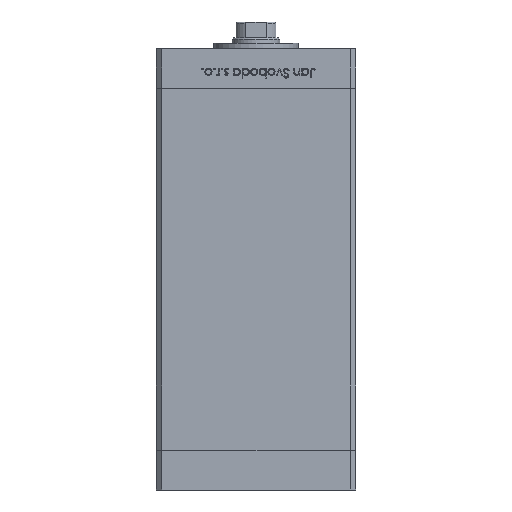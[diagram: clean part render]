
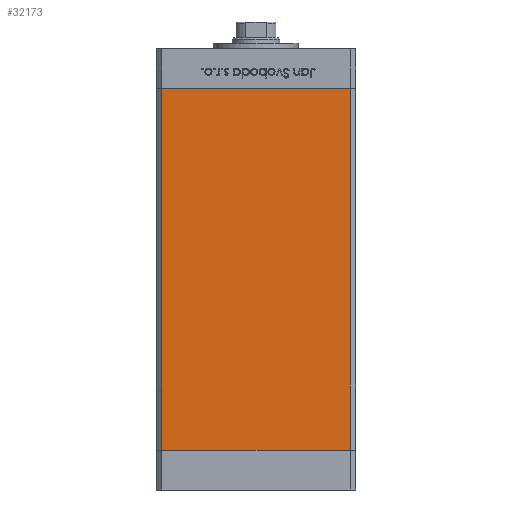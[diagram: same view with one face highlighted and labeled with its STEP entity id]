
A CAD part, front view. The second image highlights one B-rep face of the part: STEP entity #32173.
In plain terms, the highlighted planar face has unit normal (0, -1, 0).
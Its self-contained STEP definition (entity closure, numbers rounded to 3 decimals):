
#1900 = CARTESIAN_POINT ( 'NONE',  ( -35.5, -32.5, 136. ) ) ;
#2221 = DIRECTION ( 'NONE',  ( 0., 1., 0. ) ) ;
#2261 = VERTEX_POINT ( 'NONE', #40878 ) ;
#3879 = VECTOR ( 'NONE', #18406, 1000. ) ;
#5666 = PLANE ( 'NONE',  #19051 ) ;
#5750 = LINE ( 'NONE', #17875, #3879 ) ;
#9895 = CARTESIAN_POINT ( 'NONE',  ( -35.5, -32.5, 136. ) ) ;
#10315 = CARTESIAN_POINT ( 'NONE',  ( -35.5, -32.5, 0. ) ) ;
#14873 = VECTOR ( 'NONE', #28562, 1000. ) ;
#15750 = ORIENTED_EDGE ( 'NONE', *, *, #27635, .T. ) ;
#17875 = CARTESIAN_POINT ( 'NONE',  ( -35.5, -32.5, 136. ) ) ;
#18406 = DIRECTION ( 'NONE',  ( 1., 0., 0. ) ) ;
#18660 = VERTEX_POINT ( 'NONE', #38732 ) ;
#18942 = VECTOR ( 'NONE', #30081, 1000. ) ;
#19051 = AXIS2_PLACEMENT_3D ( 'NONE', #9895, #2221, #38369 ) ;
#25383 = LINE ( 'NONE', #1900, #45197 ) ;
#26121 = LINE ( 'NONE', #10315, #18942 ) ;
#26488 = FACE_OUTER_BOUND ( 'NONE', #36928, .T. ) ;
#27635 = EDGE_CURVE ( 'NONE', #18660, #44457, #26121, .T. ) ;
#28562 = DIRECTION ( 'NONE',  ( 0., 0., -1. ) ) ;
#28916 = VERTEX_POINT ( 'NONE', #35810 ) ;
#29083 = LINE ( 'NONE', #45170, #14873 ) ;
#30081 = DIRECTION ( 'NONE',  ( 1., 0., 0. ) ) ;
#30622 = EDGE_CURVE ( 'NONE', #28916, #2261, #5750, .T. ) ;
#32173 = ADVANCED_FACE ( 'NONE', ( #26488 ), #5666, .F. ) ;
#33118 = EDGE_CURVE ( 'NONE', #2261, #44457, #29083, .T. ) ;
#33252 = EDGE_CURVE ( 'NONE', #28916, #18660, #25383, .T. ) ;
#35294 = ORIENTED_EDGE ( 'NONE', *, *, #30622, .F. ) ;
#35810 = CARTESIAN_POINT ( 'NONE',  ( -35.5, -32.5, 136. ) ) ;
#36928 = EDGE_LOOP ( 'NONE', ( #15750, #51905, #35294, #37357 ) ) ;
#37357 = ORIENTED_EDGE ( 'NONE', *, *, #33252, .T. ) ;
#38369 = DIRECTION ( 'NONE',  ( 0., 0., 1. ) ) ;
#38732 = CARTESIAN_POINT ( 'NONE',  ( -35.5, -32.5, 0. ) ) ;
#40878 = CARTESIAN_POINT ( 'NONE',  ( 35.5, -32.5, 136. ) ) ;
#41468 = DIRECTION ( 'NONE',  ( 0., 0., -1. ) ) ;
#44457 = VERTEX_POINT ( 'NONE', #47416 ) ;
#45170 = CARTESIAN_POINT ( 'NONE',  ( 35.5, -32.5, 136. ) ) ;
#45197 = VECTOR ( 'NONE', #41468, 1000. ) ;
#47416 = CARTESIAN_POINT ( 'NONE',  ( 35.5, -32.5, 0. ) ) ;
#51905 = ORIENTED_EDGE ( 'NONE', *, *, #33118, .F. ) ;
